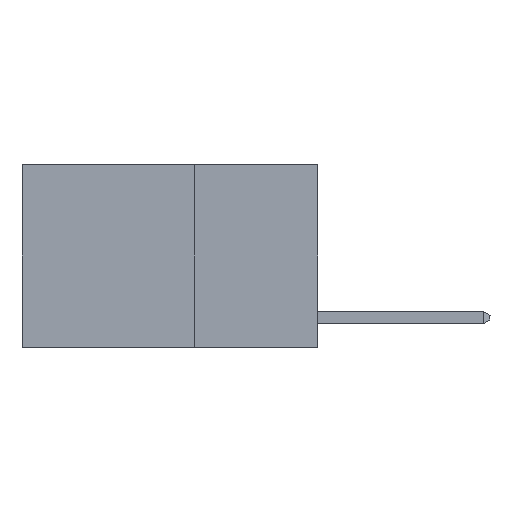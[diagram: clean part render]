
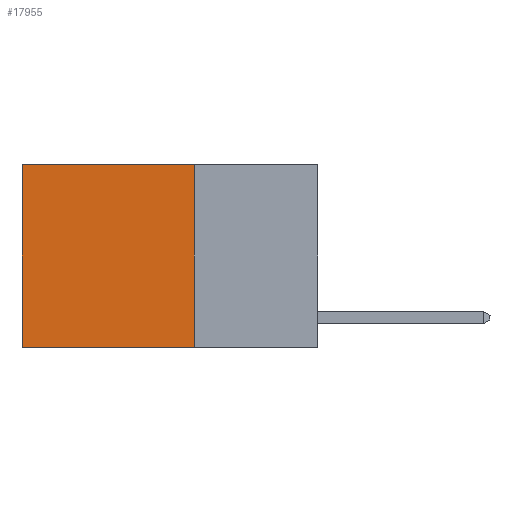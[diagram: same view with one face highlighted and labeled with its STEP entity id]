
A CAD part, left-side view. The second image highlights one B-rep face of the part: STEP entity #17955.
In plain terms, the highlighted planar face has unit normal (-1, 0, 0).
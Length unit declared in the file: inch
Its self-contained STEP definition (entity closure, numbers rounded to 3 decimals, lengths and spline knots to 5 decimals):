
#1300 = VERTEX_POINT ( 'NONE', #8734 ) ;
#3275 = AXIS2_PLACEMENT_3D ( 'NONE', #8496, #8615, #19880 ) ;
#3354 = ORIENTED_EDGE ( 'NONE', *, *, #11526, .T. ) ;
#3529 = VERTEX_POINT ( 'NONE', #13998 ) ;
#3548 = FACE_OUTER_BOUND ( 'NONE', #4649, .T. ) ;
#4649 = EDGE_LOOP ( 'NONE', ( #8382, #11828, #15221, #3354 ) ) ;
#5820 = EDGE_CURVE ( 'NONE', #1300, #16699, #11562, .T. ) ;
#7284 = LINE ( 'NONE', #10597, #11636 ) ;
#8382 = ORIENTED_EDGE ( 'NONE', *, *, #21092, .T. ) ;
#8496 = CARTESIAN_POINT ( 'NONE',  ( 0.2625, 0.25, 0. ) ) ;
#8609 = CARTESIAN_POINT ( 'NONE',  ( 0.2625, 0.6, -0.37 ) ) ;
#8615 = DIRECTION ( 'NONE',  ( 1., 0., 0. ) ) ;
#8630 = VERTEX_POINT ( 'NONE', #15390 ) ;
#8734 = CARTESIAN_POINT ( 'NONE',  ( 0.2625, 0.25, -0.37 ) ) ;
#8912 = DIRECTION ( 'NONE',  ( 0., 1., 0. ) ) ;
#9219 = DIRECTION ( 'NONE',  ( 0., 1., 0. ) ) ;
#9553 = DIRECTION ( 'NONE',  ( 0., 0., -1. ) ) ;
#9760 = LINE ( 'NONE', #12767, #17837 ) ;
#10261 = CARTESIAN_POINT ( 'NONE',  ( 0.2625, 0.6, 0. ) ) ;
#10550 = VECTOR ( 'NONE', #19951, 39.37008 ) ;
#10597 = CARTESIAN_POINT ( 'NONE',  ( 0.2625, 0.25, 0. ) ) ;
#11232 = EDGE_CURVE ( 'NONE', #3529, #1300, #9760, .T. ) ;
#11526 = EDGE_CURVE ( 'NONE', #3529, #8630, #7284, .T. ) ;
#11562 = LINE ( 'NONE', #16436, #13073 ) ;
#11636 = VECTOR ( 'NONE', #8912, 39.37008 ) ;
#11828 = ORIENTED_EDGE ( 'NONE', *, *, #5820, .F. ) ;
#12767 = CARTESIAN_POINT ( 'NONE',  ( 0.2625, 0.25, 0. ) ) ;
#13073 = VECTOR ( 'NONE', #9219, 39.37008 ) ;
#13998 = CARTESIAN_POINT ( 'NONE',  ( 0.2625, 0.25, 0. ) ) ;
#15221 = ORIENTED_EDGE ( 'NONE', *, *, #11232, .F. ) ;
#15390 = CARTESIAN_POINT ( 'NONE',  ( 0.2625, 0.6, 0. ) ) ;
#16436 = CARTESIAN_POINT ( 'NONE',  ( 0.2625, 0.25, -0.37 ) ) ;
#16699 = VERTEX_POINT ( 'NONE', #8609 ) ;
#17837 = VECTOR ( 'NONE', #9553, 39.37008 ) ;
#17955 = ADVANCED_FACE ( 'NONE', ( #3548 ), #18058, .F. ) ;
#18058 = PLANE ( 'NONE',  #3275 ) ;
#18447 = LINE ( 'NONE', #10261, #10550 ) ;
#19880 = DIRECTION ( 'NONE',  ( 0., 0., -1. ) ) ;
#19951 = DIRECTION ( 'NONE',  ( 0., 0., -1. ) ) ;
#21092 = EDGE_CURVE ( 'NONE', #8630, #16699, #18447, .T. ) ;
